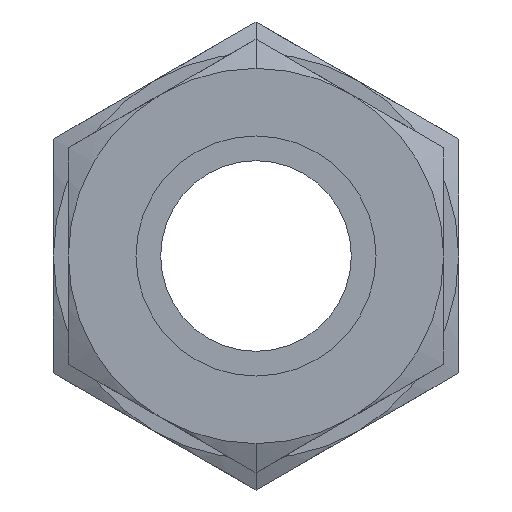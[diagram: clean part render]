
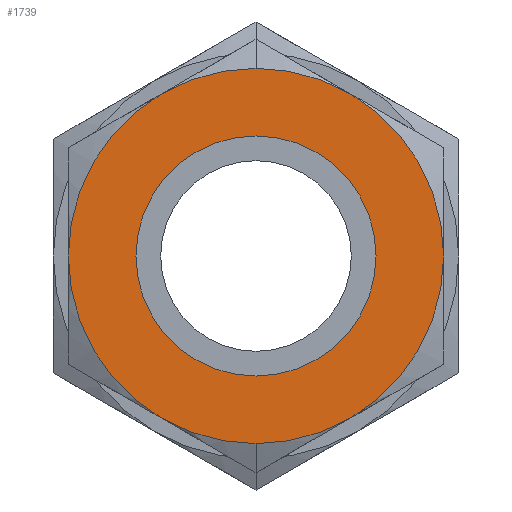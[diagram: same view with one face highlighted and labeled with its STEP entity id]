
A CAD part, left-side view. The second image highlights one B-rep face of the part: STEP entity #1739.
In plain terms, the highlighted planar face has unit normal (-1, 0, 0).
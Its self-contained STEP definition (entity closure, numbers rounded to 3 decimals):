
#360 = EDGE_CURVE ( 'NONE', #2109, #1575, #2884, .T. ) ;
#388 = FACE_OUTER_BOUND ( 'NONE', #6215, .T. ) ;
#535 = DIRECTION ( 'NONE',  ( 0., 0., -1. ) ) ;
#845 = CARTESIAN_POINT ( 'NONE',  ( 0., 0., -12.5 ) ) ;
#1065 = AXIS2_PLACEMENT_3D ( 'NONE', #6117, #8316, #6023 ) ;
#1110 = FACE_BOUND ( 'NONE', #7818, .T. ) ;
#1260 = CARTESIAN_POINT ( 'NONE',  ( 0., 0., 0. ) ) ;
#1575 = VERTEX_POINT ( 'NONE', #5662 ) ;
#1687 = DIRECTION ( 'NONE',  ( -1., 0., 0. ) ) ;
#1734 = CARTESIAN_POINT ( 'NONE',  ( 0., 0., 6.25 ) ) ;
#1739 = ADVANCED_FACE ( 'NONE', ( #1110, #388 ), #3313, .T. ) ;
#1799 = AXIS2_PLACEMENT_3D ( 'NONE', #1260, #9140, #535 ) ;
#2109 = VERTEX_POINT ( 'NONE', #845 ) ;
#2158 = ORIENTED_EDGE ( 'NONE', *, *, #7353, .F. ) ;
#2191 = DIRECTION ( 'NONE',  ( 0., 0., 1. ) ) ;
#2236 = CARTESIAN_POINT ( 'NONE',  ( 0., 0., -8. ) ) ;
#2884 = CIRCLE ( 'NONE', #1799, 12.5 ) ;
#2907 = ORIENTED_EDGE ( 'NONE', *, *, #7461, .T. ) ;
#3313 = PLANE ( 'NONE',  #5642 ) ;
#4592 = CIRCLE ( 'NONE', #9314, 12.5 ) ;
#5150 = DIRECTION ( 'NONE',  ( 1., 0., 0. ) ) ;
#5531 = EDGE_CURVE ( 'NONE', #6112, #9134, #6711, .T. ) ;
#5642 = AXIS2_PLACEMENT_3D ( 'NONE', #1734, #1687, #8947 ) ;
#5662 = CARTESIAN_POINT ( 'NONE',  ( 0., 0., 12.5 ) ) ;
#5669 = DIRECTION ( 'NONE',  ( 1., 0., 0. ) ) ;
#5844 = ORIENTED_EDGE ( 'NONE', *, *, #360, .F. ) ;
#6023 = DIRECTION ( 'NONE',  ( 0., 0., -1. ) ) ;
#6112 = VERTEX_POINT ( 'NONE', #2236 ) ;
#6117 = CARTESIAN_POINT ( 'NONE',  ( 0., 0., 0. ) ) ;
#6215 = EDGE_LOOP ( 'NONE', ( #2158, #5844 ) ) ;
#6492 = CARTESIAN_POINT ( 'NONE',  ( 0., 0., 8. ) ) ;
#6711 = CIRCLE ( 'NONE', #1065, 8. ) ;
#7353 = EDGE_CURVE ( 'NONE', #1575, #2109, #4592, .T. ) ;
#7411 = AXIS2_PLACEMENT_3D ( 'NONE', #8723, #5150, #2191 ) ;
#7461 = EDGE_CURVE ( 'NONE', #9134, #6112, #7876, .T. ) ;
#7818 = EDGE_LOOP ( 'NONE', ( #8089, #2907 ) ) ;
#7876 = CIRCLE ( 'NONE', #7411, 8. ) ;
#8089 = ORIENTED_EDGE ( 'NONE', *, *, #5531, .T. ) ;
#8316 = DIRECTION ( 'NONE',  ( 1., 0., 0. ) ) ;
#8583 = DIRECTION ( 'NONE',  ( 0., 0., 1. ) ) ;
#8723 = CARTESIAN_POINT ( 'NONE',  ( 0., 0., 0. ) ) ;
#8947 = DIRECTION ( 'NONE',  ( 0., 0., 1. ) ) ;
#9134 = VERTEX_POINT ( 'NONE', #6492 ) ;
#9140 = DIRECTION ( 'NONE',  ( 1., 0., 0. ) ) ;
#9298 = CARTESIAN_POINT ( 'NONE',  ( 0., 0., 0. ) ) ;
#9314 = AXIS2_PLACEMENT_3D ( 'NONE', #9298, #5669, #8583 ) ;
